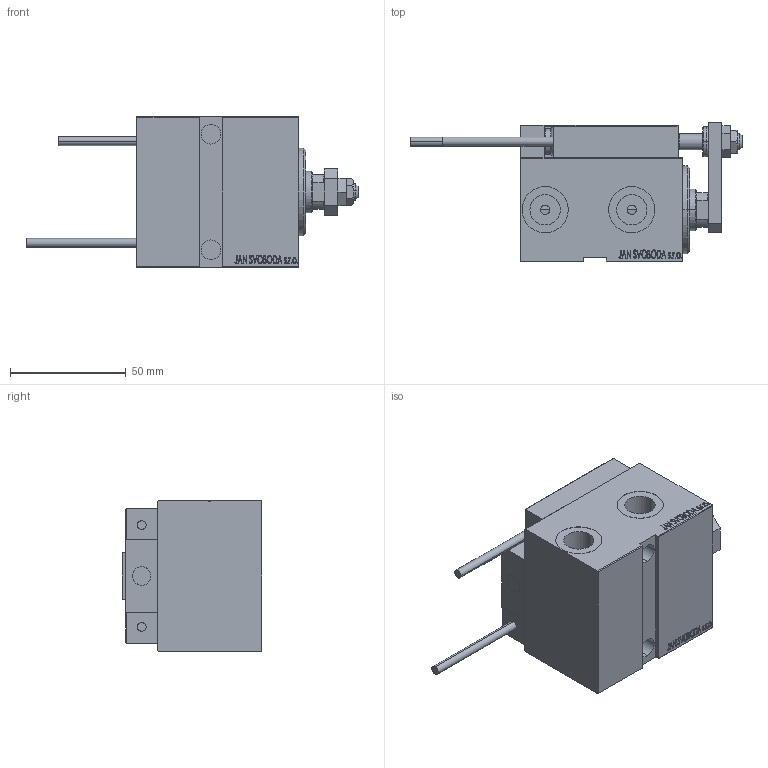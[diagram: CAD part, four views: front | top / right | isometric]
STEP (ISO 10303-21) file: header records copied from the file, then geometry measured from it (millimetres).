
FILE_DESCRIPTION (( 'STEP AP203' ), '1' );
FILE_NAME ('a931.STEP', '2021-03-19T03:06:39', ( '' ), ( '' ), 'SwSTEP 2.0', 'SolidWorks 2019', '' );
FILE_SCHEMA (( 'CONFIG_CONTROL_DESIGN' ));
Length unit declared in the file: millimetre
Products named in the file (16): NUT_D10 6ba640b302eefc3df41510f90c13b0a8; NUT_D12 6ba640b302eefc3df41510f90c13b0a8; ALLEN BOLT D8 6ba640b302eefc3df41510f90c13b0a8; SWITCH DIM B,W 6ba640b302eefc3df41510f90c13b0a8; V450CM_E_VCP 6ba640b302eefc3df41510f90c13b0a8; ALLEN BOLT D5 6ba640b302eefc3df41510f90c13b0a8; ZARAZKA 6ba640b302eefc3df41510f90c13b0a8; V450CM_E 6ba640b302eefc3df41510f90c13b0a8; V450CM_VC_B 6ba640b302eefc3df41510f90c13b0a8; TYC_L79 6ba640b302eefc3df41510f90c13b0a8; a931; SWITCH_X_FRONT_BACK 6ba640b302eefc3df41510f90c13b0a8; SWITCH X 6ba640b302eefc3df41510f90c13b0a8; MAGNET 6ba640b302eefc3df41510f90c13b0a8; KONCOVKA 6ba640b302eefc3df41510f90c13b0a8; Block 6ba640b302eefc3df41510f90c13b0a8
Assembly tree (25 placements, depth 3):
  a931
    V450CM_E 6ba640b302eefc3df41510f90c13b0a8
    V450CM_E_VCP 6ba640b302eefc3df41510f90c13b0a8
    V450CM_VC_B 6ba640b302eefc3df41510f90c13b0a8
    SWITCH X 6ba640b302eefc3df41510f90c13b0a8
      SWITCH_X_FRONT_BACK 6ba640b302eefc3df41510f90c13b0a8  x2
      TYC_L79 6ba640b302eefc3df41510f90c13b0a8
      Block 6ba640b302eefc3df41510f90c13b0a8  x2
      ALLEN BOLT D5 6ba640b302eefc3df41510f90c13b0a8  x4
      ALLEN BOLT D8 6ba640b302eefc3df41510f90c13b0a8  x4
      MAGNET 6ba640b302eefc3df41510f90c13b0a8  x2
      KONCOVKA 6ba640b302eefc3df41510f90c13b0a8  x2
    SWITCH DIM B,W 6ba640b302eefc3df41510f90c13b0a8
    ZARAZKA 6ba640b302eefc3df41510f90c13b0a8
    NUT_D10 6ba640b302eefc3df41510f90c13b0a8
    NUT_D12 6ba640b302eefc3df41510f90c13b0a8
Bounding box: 143.7 x 60.5 x 65 mm (x, y, z)
Volume: 235029 mm3; surface area: 64501.5 mm2
Topology: 24 solids, 24 shells, 1286 faces, 3087 edges, 1972 vertices
Faces by surface type: plane 569, bspline 380, cylinder 176, cone 113, torus 44, sphere 4
Entity records: 49964 total; most frequent: CARTESIAN_POINT 25497, ORIENTED_EDGE 5194, DIRECTION 3456, EDGE_CURVE 2597, VERTEX_POINT 1696, VECTOR 1506, LINE 1506, EDGE_LOOP 1189
